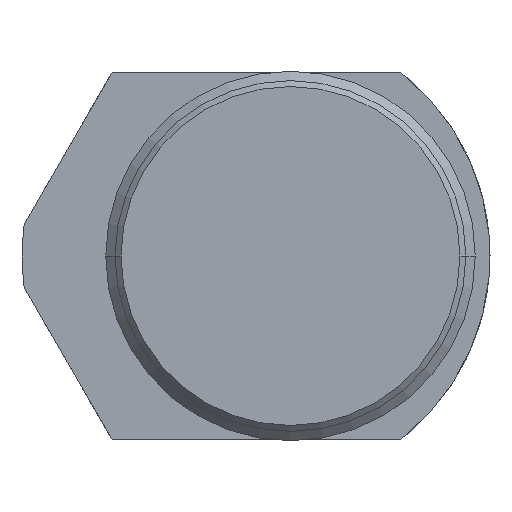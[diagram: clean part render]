
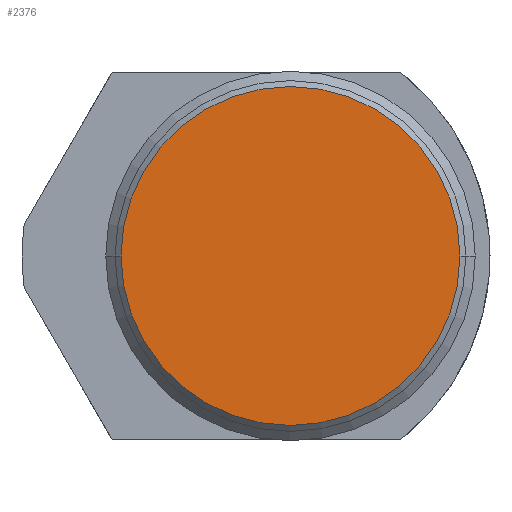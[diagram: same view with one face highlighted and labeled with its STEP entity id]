
A CAD part, left-side view. The second image highlights one B-rep face of the part: STEP entity #2376.
In plain terms, the highlighted planar face has unit normal (-1, 0, 0).
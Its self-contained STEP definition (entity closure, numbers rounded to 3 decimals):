
#639=CARTESIAN_POINT('',(-121.361,-4.445,0.));
#640=DIRECTION('',(-1.,0.,0.));
#641=DIRECTION('',(0.,1.,0.));
#642=AXIS2_PLACEMENT_3D('',#639,#640,#641);
#669=CARTESIAN_POINT('',(-121.361,-4.445,0.));
#670=DIRECTION('',(1.,0.,0.));
#671=DIRECTION('',(0.,1.,0.));
#672=AXIS2_PLACEMENT_3D('',#669,#670,#671);
#1807=CARTESIAN_POINT('',(-121.361,17.399,0.));
#1808=CARTESIAN_POINT('',(-121.361,-26.289,0.));
#1809=VERTEX_POINT('',#1807);
#1810=VERTEX_POINT('',#1808);
#2366=CARTESIAN_POINT('',(-121.361,0.,0.));
#2367=DIRECTION('',(1.,0.,0.));
#2368=DIRECTION('',(0.,0.,-1.));
#2369=AXIS2_PLACEMENT_3D('',#2366,#2367,#2368);
#2370=PLANE('',#2369);
#2371=ORIENTED_EDGE('',*,*,#2356,.F.);
#2373=ORIENTED_EDGE('',*,*,#2372,.T.);
#2374=EDGE_LOOP('',(#2371,#2373));
#2375=FACE_OUTER_BOUND('',#2374,.F.);
#2376=ADVANCED_FACE('',(#2375),#2370,.F.);
#643=CIRCLE('',#642,21.844);
#673=CIRCLE('',#672,21.844);
#2356=EDGE_CURVE('',#1809,#1810,#643,.T.);
#2372=EDGE_CURVE('',#1809,#1810,#673,.T.);
